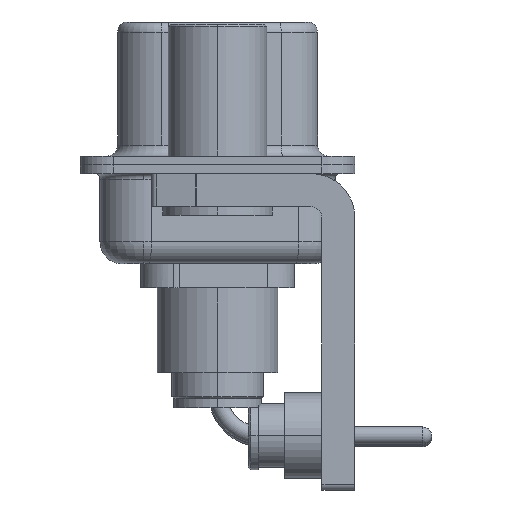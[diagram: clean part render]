
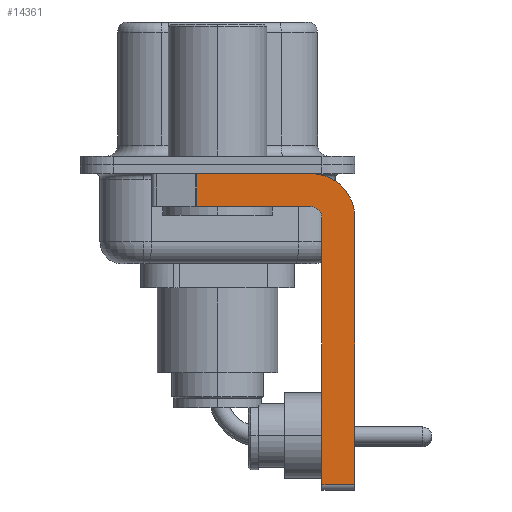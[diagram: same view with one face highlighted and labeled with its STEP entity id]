
A CAD part, left-side view. The second image highlights one B-rep face of the part: STEP entity #14361.
In plain terms, the highlighted planar face has unit normal (-1, 0, 0).
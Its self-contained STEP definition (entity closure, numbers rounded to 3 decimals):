
#199 = CARTESIAN_POINT ( 'NONE',  ( -2.9, -4.25, -14.55 ) ) ;
#322 = ORIENTED_EDGE ( 'NONE', *, *, #9395, .F. ) ;
#910 = VERTEX_POINT ( 'NONE', #5795 ) ;
#1004 = ORIENTED_EDGE ( 'NONE', *, *, #11157, .F. ) ;
#1268 = EDGE_CURVE ( 'NONE', #16425, #910, #1504, .T. ) ;
#1504 = LINE ( 'NONE', #1620, #19402 ) ;
#1620 = CARTESIAN_POINT ( 'NONE',  ( -2.9, -4.25, -1.9 ) ) ;
#1803 = EDGE_CURVE ( 'NONE', #4943, #5290, #8821, .T. ) ;
#2850 = EDGE_CURVE ( 'NONE', #9510, #5290, #15454, .T. ) ;
#3727 = DIRECTION ( 'NONE',  ( 0., -1., 0. ) ) ;
#4277 = CARTESIAN_POINT ( 'NONE',  ( -2.9, -6.25, -14.55 ) ) ;
#4598 = VERTEX_POINT ( 'NONE', #12299 ) ;
#4943 = VERTEX_POINT ( 'NONE', #20324 ) ;
#5174 = CIRCLE ( 'NONE', #17818, 2. ) ;
#5290 = VERTEX_POINT ( 'NONE', #4277 ) ;
#5299 = CARTESIAN_POINT ( 'NONE',  ( -2.9, 3., -0.4 ) ) ;
#5392 = DIRECTION ( 'NONE',  ( 0., -1., 0. ) ) ;
#5488 = DIRECTION ( 'NONE',  ( 1., 0., 0. ) ) ;
#5768 = DIRECTION ( 'NONE',  ( -1., 0., 0. ) ) ;
#5795 = CARTESIAN_POINT ( 'NONE',  ( -2.9, 0.978, -1.9 ) ) ;
#5809 = VERTEX_POINT ( 'NONE', #8237 ) ;
#5942 = CARTESIAN_POINT ( 'NONE',  ( -2.9, 0.978, -1.9 ) ) ;
#6222 = VERTEX_POINT ( 'NONE', #8206 ) ;
#7323 = DIRECTION ( 'NONE',  ( 0., 0., -1. ) ) ;
#8206 = CARTESIAN_POINT ( 'NONE',  ( -2.9, -4.25, -0.4 ) ) ;
#8237 = CARTESIAN_POINT ( 'NONE',  ( -2.9, -4.75, -2.4 ) ) ;
#8769 = ORIENTED_EDGE ( 'NONE', *, *, #10026, .F. ) ;
#8821 = LINE ( 'NONE', #199, #12257 ) ;
#9326 = DIRECTION ( 'NONE',  ( 0., 0., -1. ) ) ;
#9395 = EDGE_CURVE ( 'NONE', #4598, #6222, #17429, .T. ) ;
#9510 = VERTEX_POINT ( 'NONE', #15947 ) ;
#10026 = EDGE_CURVE ( 'NONE', #4943, #5809, #14571, .T. ) ;
#10967 = VECTOR ( 'NONE', #16143, 1000. ) ;
#11016 = CARTESIAN_POINT ( 'NONE',  ( -2.9, -4.25, -2.4 ) ) ;
#11157 = EDGE_CURVE ( 'NONE', #5809, #16425, #21469, .T. ) ;
#11181 = LINE ( 'NONE', #5942, #17885 ) ;
#11533 = EDGE_CURVE ( 'NONE', #4598, #910, #11181, .T. ) ;
#11732 = AXIS2_PLACEMENT_3D ( 'NONE', #11016, #5768, #13052 ) ;
#12257 = VECTOR ( 'NONE', #5392, 1000. ) ;
#12299 = CARTESIAN_POINT ( 'NONE',  ( -2.9, 0.978, -0.4 ) ) ;
#12435 = DIRECTION ( 'NONE',  ( 0., 0., -1. ) ) ;
#13052 = DIRECTION ( 'NONE',  ( 0., 0., 1. ) ) ;
#13074 = FACE_OUTER_BOUND ( 'NONE', #16499, .T. ) ;
#13313 = ORIENTED_EDGE ( 'NONE', *, *, #11533, .T. ) ;
#13579 = ORIENTED_EDGE ( 'NONE', *, *, #2850, .F. ) ;
#13656 = DIRECTION ( 'NONE',  ( 0., 0., -1. ) ) ;
#14123 = CARTESIAN_POINT ( 'NONE',  ( -2.9, -4.25, -2.4 ) ) ;
#14361 = ADVANCED_FACE ( 'NONE', ( #13074 ), #19961, .F. ) ;
#14571 = LINE ( 'NONE', #17728, #10967 ) ;
#15454 = LINE ( 'NONE', #17036, #20959 ) ;
#15464 = ORIENTED_EDGE ( 'NONE', *, *, #18946, .F. ) ;
#15947 = CARTESIAN_POINT ( 'NONE',  ( -2.9, -6.25, -2.4 ) ) ;
#16100 = ORIENTED_EDGE ( 'NONE', *, *, #1803, .T. ) ;
#16143 = DIRECTION ( 'NONE',  ( 0., 0., 1. ) ) ;
#16425 = VERTEX_POINT ( 'NONE', #21778 ) ;
#16499 = EDGE_LOOP ( 'NONE', ( #322, #13313, #19893, #1004, #8769, #16100, #13579, #15464 ) ) ;
#17036 = CARTESIAN_POINT ( 'NONE',  ( -2.9, -6.25, -2.4 ) ) ;
#17429 = LINE ( 'NONE', #5299, #20888 ) ;
#17728 = CARTESIAN_POINT ( 'NONE',  ( -2.9, -4.75, -14.8 ) ) ;
#17803 = CARTESIAN_POINT ( 'NONE',  ( -2.9, -4.25, -2.4 ) ) ;
#17818 = AXIS2_PLACEMENT_3D ( 'NONE', #14123, #5488, #12435 ) ;
#17885 = VECTOR ( 'NONE', #7323, 1000. ) ;
#18946 = EDGE_CURVE ( 'NONE', #6222, #9510, #5174, .T. ) ;
#19323 = AXIS2_PLACEMENT_3D ( 'NONE', #17803, #21662, #9326 ) ;
#19402 = VECTOR ( 'NONE', #21992, 1000. ) ;
#19893 = ORIENTED_EDGE ( 'NONE', *, *, #1268, .F. ) ;
#19961 = PLANE ( 'NONE',  #19323 ) ;
#20324 = CARTESIAN_POINT ( 'NONE',  ( -2.9, -4.75, -14.55 ) ) ;
#20888 = VECTOR ( 'NONE', #3727, 1000. ) ;
#20959 = VECTOR ( 'NONE', #13656, 1000. ) ;
#21469 = CIRCLE ( 'NONE', #11732, 0.5 ) ;
#21662 = DIRECTION ( 'NONE',  ( 1., 0., 0. ) ) ;
#21778 = CARTESIAN_POINT ( 'NONE',  ( -2.9, -4.25, -1.9 ) ) ;
#21992 = DIRECTION ( 'NONE',  ( 0., 1., 0. ) ) ;
